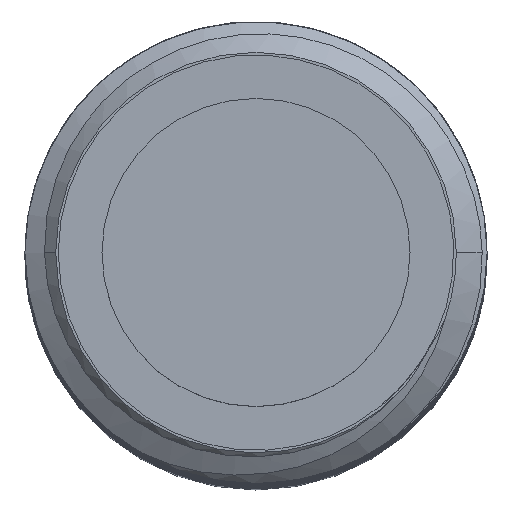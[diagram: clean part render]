
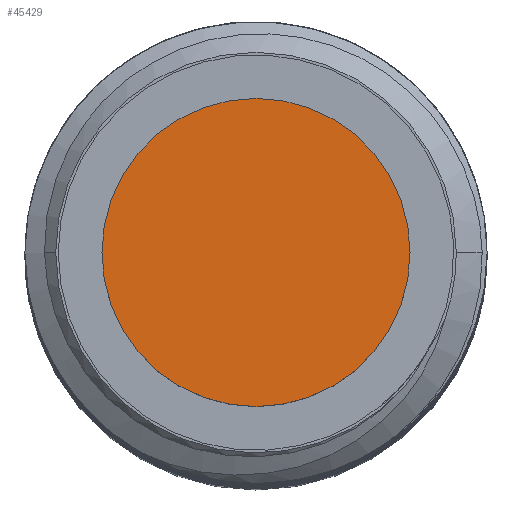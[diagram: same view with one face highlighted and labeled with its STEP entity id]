
A CAD part, top view. The second image highlights one B-rep face of the part: STEP entity #45429.
In plain terms, the highlighted planar face has unit normal (0, 0, 1).
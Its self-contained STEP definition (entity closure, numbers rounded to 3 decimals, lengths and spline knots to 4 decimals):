
#9545=CARTESIAN_POINT('',(0.,0.,21.));
#9546=DIRECTION('',(0.,0.,1.));
#9547=DIRECTION('',(-1.,0.,0.));
#9548=AXIS2_PLACEMENT_3D('',#9545,#9546,#9547);
#9550=CARTESIAN_POINT('',(0.,0.,21.));
#9551=DIRECTION('',(0.,0.,1.));
#9552=DIRECTION('',(1.,0.,0.));
#9553=AXIS2_PLACEMENT_3D('',#9550,#9551,#9552);
#10050=CARTESIAN_POINT('',(-1.,0.,21.));
#10052=VERTEX_POINT('',#10050);
#10079=CARTESIAN_POINT('',(1.,0.,21.));
#10081=VERTEX_POINT('',#10079);
#45420=CARTESIAN_POINT('',(0.,0.,21.));
#45421=DIRECTION('',(0.,0.,1.));
#45422=DIRECTION('',(1.,0.,0.));
#45423=AXIS2_PLACEMENT_3D('',#45420,#45421,#45422);
#45424=PLANE('',#45423);
#45425=ORIENTED_EDGE('',*,*,#45402,.F.);
#45426=ORIENTED_EDGE('',*,*,#45412,.F.);
#45427=EDGE_LOOP('',(#45425,#45426));
#45428=FACE_OUTER_BOUND('',#45427,.F.);
#9549=CIRCLE('',#9548,1.);
#9554=CIRCLE('',#9553,1.);
#45402=EDGE_CURVE('',#10052,#10081,#9549,.T.);
#45412=EDGE_CURVE('',#10081,#10052,#9554,.T.);
#45429=ADVANCED_FACE('',(#45428),#45424,.T.);
